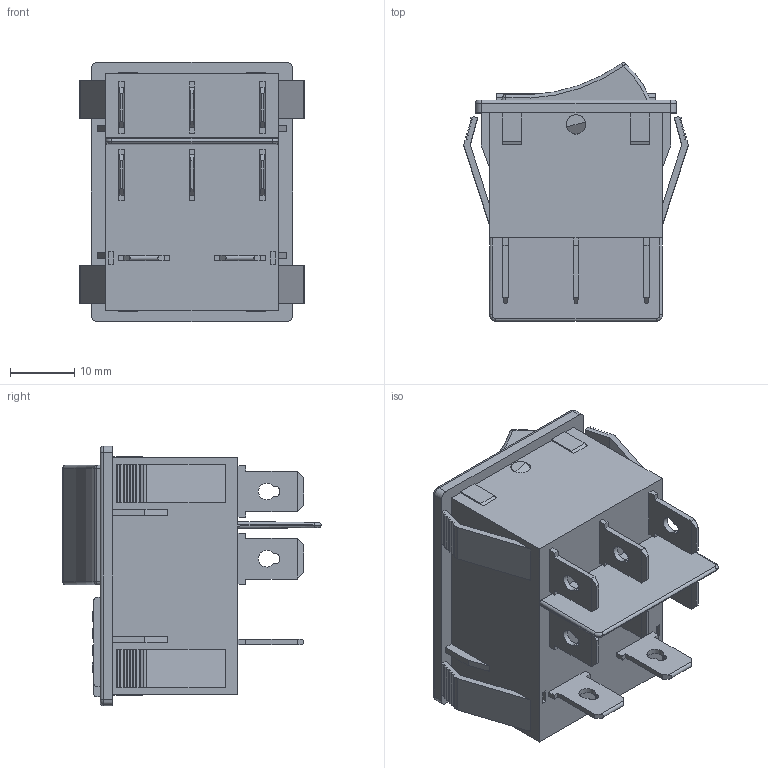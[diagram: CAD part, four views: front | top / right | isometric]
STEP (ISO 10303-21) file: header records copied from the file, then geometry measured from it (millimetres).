
FILE_DESCRIPTION (( 'STEP AP203' ), '1' );
FILE_NAME ('TLN15C1.STEP', '2020-03-13T09:35:40', ( '' ), ( '' ), 'SwSTEP 2.0', 'SolidWorks 2018', '' );
FILE_SCHEMA (( 'CONFIG_CONTROL_DESIGN' ));
Length unit declared in the file: millimetre
Products named in the file (7): ロッカー単-2極ヒューズカバー (Tシリーズ); 儘僢僇乕2嬌儃僞儞 儔儞僾柍偟 (T僔儕乕僘); 壓慻 2嬌 6抂巕 (T僔儕乕僘); 儘僢僇乕2嬌働乕僗 (T僔儕乕僘); 1端子 (Tシリーズ); TLN15C1; 僸儏乕僘僋儕僢僾 (T僔儕乕僘)
Assembly tree (12 placements, depth 3):
  TLN15C1
    壓慻 2嬌 6抂巕 (T僔儕乕僘)
      儘僢僇乕2嬌働乕僗 (T僔儕乕僘)
      1端子 (Tシリーズ)  x6
      僸儏乕僘僋儕僢僾 (T僔儕乕僘)  x2
      ロッカー単-2極ヒューズカバー (Tシリーズ)
    儘僢僇乕2嬌儃僞儞 儔儞僾柍偟 (T僔儕乕僘)
Bounding box: 35 x 40.32 x 40.5 mm (x, y, z)
Volume: 24085.8 mm3; surface area: 11253.1 mm2
Topology: 11 solids, 11 shells, 506 faces, 1334 edges, 867 vertices
Faces by surface type: plane 402, cylinder 56, bspline 34, torus 10, sphere 4
Full cylindrical faces by diameter (mm): 3 x1, 3.05 x2
Entity records: 14148 total; most frequent: CARTESIAN_POINT 3471, ORIENTED_EDGE 2118, DIRECTION 1843, EDGE_CURVE 1059, VECTOR 879, LINE 879, VERTEX_POINT 694, AXIS2_PLACEMENT_3D 482
